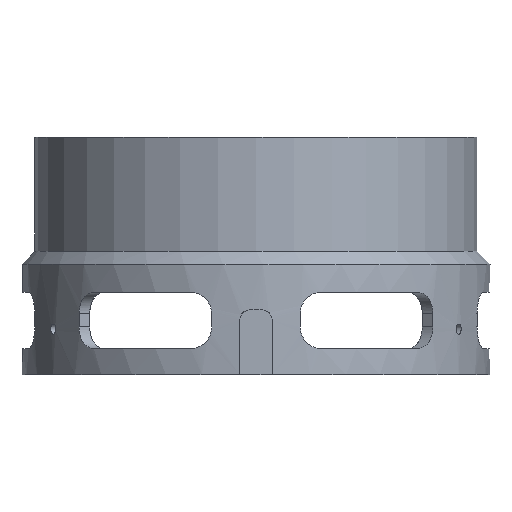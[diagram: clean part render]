
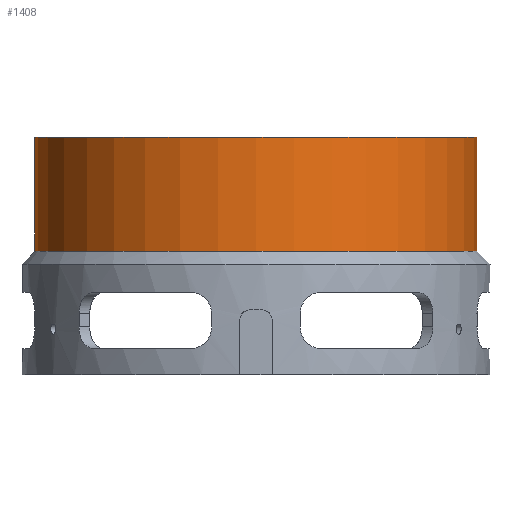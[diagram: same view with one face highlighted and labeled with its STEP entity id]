
A CAD part, front view. The second image highlights one B-rep face of the part: STEP entity #1408.
In plain terms, the highlighted cylindrical face has radius 25.908 mm (diameter 51.816 mm), a full revolution.
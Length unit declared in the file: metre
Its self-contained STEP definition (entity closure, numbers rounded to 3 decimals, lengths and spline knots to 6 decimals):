
#22=CYLINDRICAL_SURFACE('',#1517,0.025908);
#65=CIRCLE('',#1518,0.025908);
#66=CIRCLE('',#1519,0.025908);
#556=ORIENTED_EDGE('',*,*,#824,.T.);
#557=ORIENTED_EDGE('',*,*,#825,.F.);
#824=EDGE_CURVE('',#983,#983,#65,.T.);
#825=EDGE_CURVE('',#984,#984,#66,.T.);
#983=VERTEX_POINT('',#2953);
#984=VERTEX_POINT('',#2955);
#1181=EDGE_LOOP('',(#556));
#1182=EDGE_LOOP('',(#557));
#1287=FACE_BOUND('',#1181,.T.);
#1288=FACE_BOUND('',#1182,.T.);
#1408=ADVANCED_FACE('',(#1287,#1288),#22,.T.);
#1517=AXIS2_PLACEMENT_3D('',#2951,#1742,#1743);
#1518=AXIS2_PLACEMENT_3D('',#2952,#1744,#1745);
#1519=AXIS2_PLACEMENT_3D('',#2954,#1746,#1747);
#1742=DIRECTION('',(0.,0.,-1.));
#1743=DIRECTION('',(-1.,0.,0.));
#1744=DIRECTION('',(0.,0.,1.));
#1745=DIRECTION('',(1.,0.,0.));
#1746=DIRECTION('',(0.,0.,1.));
#1747=DIRECTION('',(1.,0.,0.));
#2951=CARTESIAN_POINT('',(0.,0.,0.015113));
#2952=CARTESIAN_POINT('',(0.,0.,0.001778));
#2953=CARTESIAN_POINT('',(0.025908,0.,0.001778));
#2954=CARTESIAN_POINT('',(0.,0.,0.015113));
#2955=CARTESIAN_POINT('',(0.025908,0.,0.015113));
